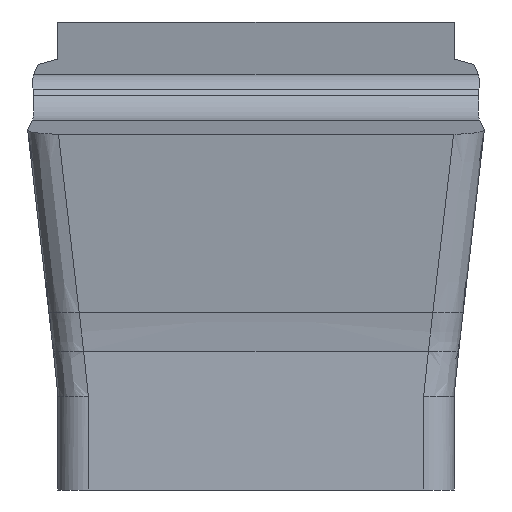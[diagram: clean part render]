
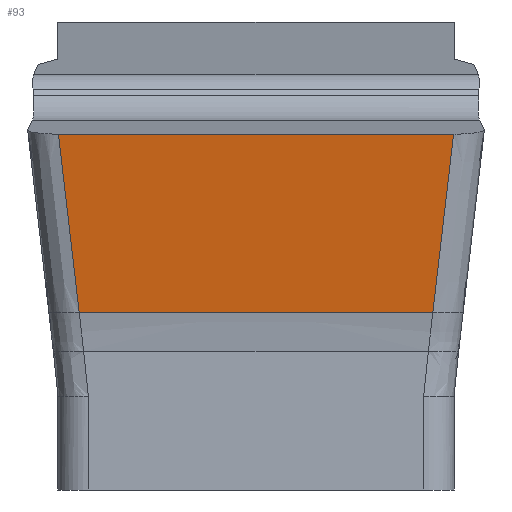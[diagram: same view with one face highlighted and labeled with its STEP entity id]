
A CAD part, front view. The second image highlights one B-rep face of the part: STEP entity #93.
In plain terms, the highlighted planar face has unit normal (0, -0.993, -0.122).
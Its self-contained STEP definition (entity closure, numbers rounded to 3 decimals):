
#93=ADVANCED_FACE('SIDE_FP_AN_SU1',(#163),#133,.T.);
#133=PLANE('',#939);
#163=FACE_OUTER_BOUND('',#211,.T.);
#211=EDGE_LOOP('',(#359,#360,#361,#362));
#359=ORIENTED_EDGE('',*,*,#670,.T.);
#360=ORIENTED_EDGE('',*,*,#675,.T.);
#361=ORIENTED_EDGE('',*,*,#672,.T.);
#362=ORIENTED_EDGE('',*,*,#676,.F.);
#567=VERTEX_POINT('',#1817);
#568=VERTEX_POINT('',#1822);
#569=VERTEX_POINT('',#1864);
#570=VERTEX_POINT('',#1865);
#670=EDGE_CURVE('',#568,#567,#888,.T.);
#672=EDGE_CURVE('',#569,#570,#890,.T.);
#675=EDGE_CURVE('',#567,#569,#753,.T.);
#676=EDGE_CURVE('',#568,#570,#754,.T.);
#753=LINE('',#1919,#811);
#754=LINE('',#1920,#812);
#811=VECTOR('',#1031,1.);
#812=VECTOR('',#1032,1.);
#888=B_SPLINE_CURVE_WITH_KNOTS('',3,(#1818,#1819,#1820,#1821),
 .UNSPECIFIED.,.F.,.F.,(4,4),(0.,1.),.UNSPECIFIED.);
#890=B_SPLINE_CURVE_WITH_KNOTS('',3,(#1860,#1861,#1862,#1863),
 .UNSPECIFIED.,.F.,.F.,(4,4),(0.,1.),.UNSPECIFIED.);
#939=AXIS2_PLACEMENT_3D('',#1921,#1033,#1034);
#1031=DIRECTION('',(-1.,0.,0.));
#1032=DIRECTION('',(-1.,0.,0.));
#1033=DIRECTION('',(0.,-0.993,-0.122));
#1034=DIRECTION('',(-1.,0.,0.));
#1817=CARTESIAN_POINT('',(2.594,-12.347,0.));
#1818=CARTESIAN_POINT('',(2.321,-12.059,-2.346));
#1819=CARTESIAN_POINT('',(2.412,-12.155,-1.564));
#1820=CARTESIAN_POINT('',(2.503,-12.251,-0.782));
#1821=CARTESIAN_POINT('',(2.594,-12.347,0.));
#1822=CARTESIAN_POINT('',(2.321,-12.059,-2.346));
#1860=CARTESIAN_POINT('',(-2.594,-12.347,0.));
#1861=CARTESIAN_POINT('',(-2.503,-12.251,-0.782));
#1862=CARTESIAN_POINT('',(-2.412,-12.155,-1.564));
#1863=CARTESIAN_POINT('',(-2.321,-12.059,-2.346));
#1864=CARTESIAN_POINT('',(-2.594,-12.347,0.));
#1865=CARTESIAN_POINT('',(-2.321,-12.059,-2.346));
#1919=CARTESIAN_POINT('',(0.,-12.347,0.));
#1920=CARTESIAN_POINT('',(0.,-12.059,-2.346));
#1921=CARTESIAN_POINT('',(0.,-12.896,4.472));
